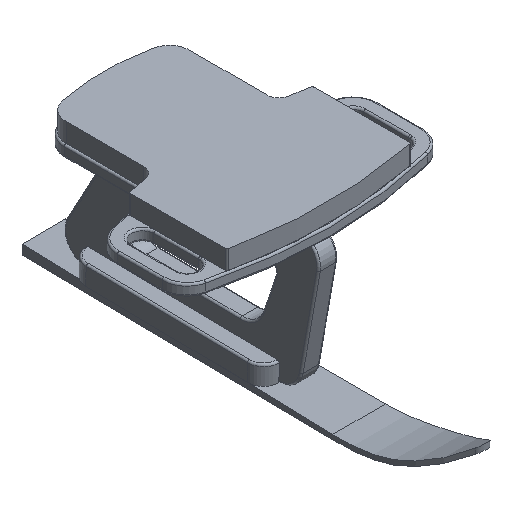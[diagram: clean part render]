
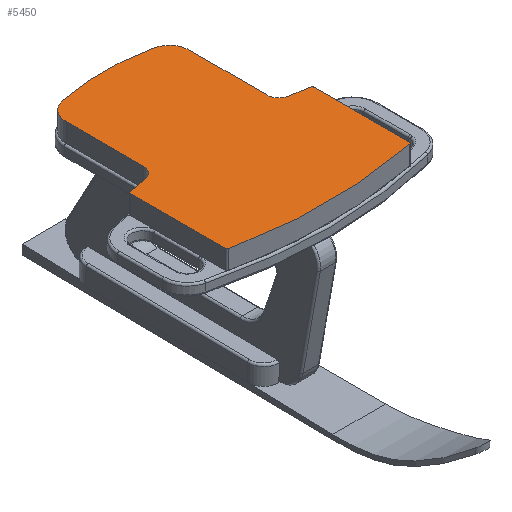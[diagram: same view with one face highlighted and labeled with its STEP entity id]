
A CAD part, isometric view. The second image highlights one B-rep face of the part: STEP entity #5450.
In plain terms, the highlighted planar face has unit normal (0, 0, 1).
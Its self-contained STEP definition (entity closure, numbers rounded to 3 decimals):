
#5134=CARTESIAN_POINT('Vertex',(97.,-254.131,279.)) ;
#5148=CARTESIAN_POINT('Vertex',(97.,-131.779,279.)) ;
#5151=CARTESIAN_POINT('Line Origine',(97.,-192.955,279.)) ;
#5174=CARTESIAN_POINT('Vertex',(112.16,-271.905,279.)) ;
#5182=CARTESIAN_POINT('Axis2P3D Location',(115.,-254.131,279.)) ;
#5323=CARTESIAN_POINT('Vertex',(71.603,-100.468,279.)) ;
#5326=CARTESIAN_POINT('Axis2P3D Location',(65.,-131.779,279.)) ;
#5338=CARTESIAN_POINT('Axis2P3D Location',(0.,0.,279.)) ;
#5343=CARTESIAN_POINT('Line Origine',(-144.5,-355.,279.)) ;
#5347=CARTESIAN_POINT('Vertex',(-144.5,-280.289,279.)) ;
#5349=CARTESIAN_POINT('Vertex',(-144.5,-429.711,279.)) ;
#5352=CARTESIAN_POINT('Axis2P3D Location',(-141.5,-429.711,279.)) ;
#5356=CARTESIAN_POINT('Vertex',(-142.1,-432.651,279.)) ;
#5359=CARTESIAN_POINT('Axis2P3D Location',(0.,263.774,279.)) ;
#5363=CARTESIAN_POINT('Vertex',(142.1,-432.651,279.)) ;
#5366=CARTESIAN_POINT('Axis2P3D Location',(141.5,-429.711,279.)) ;
#5370=CARTESIAN_POINT('Vertex',(144.5,-429.711,279.)) ;
#5373=CARTESIAN_POINT('Line Origine',(144.5,-355.,279.)) ;
#5377=CARTESIAN_POINT('Vertex',(144.5,-280.289,279.)) ;
#5380=CARTESIAN_POINT('Axis2P3D Location',(141.5,-280.289,279.)) ;
#5384=CARTESIAN_POINT('Vertex',(142.1,-277.349,279.)) ;
#5387=CARTESIAN_POINT('Axis2P3D Location',(0.,-973.774,279.)) ;
#5392=CARTESIAN_POINT('Axis2P3D Location',(0.,-440.,279.)) ;
#5396=CARTESIAN_POINT('Vertex',(-71.603,-100.468,279.)) ;
#5399=CARTESIAN_POINT('Axis2P3D Location',(-65.,-131.779,279.)) ;
#5403=CARTESIAN_POINT('Vertex',(-97.,-131.779,279.)) ;
#5406=CARTESIAN_POINT('Line Origine',(-97.,-192.955,279.)) ;
#5410=CARTESIAN_POINT('Vertex',(-97.,-254.131,279.)) ;
#5413=CARTESIAN_POINT('Axis2P3D Location',(-115.,-254.131,279.)) ;
#5417=CARTESIAN_POINT('Vertex',(-112.16,-271.905,279.)) ;
#5420=CARTESIAN_POINT('Axis2P3D Location',(0.,-973.774,279.)) ;
#5424=CARTESIAN_POINT('Vertex',(-142.1,-277.349,279.)) ;
#5427=CARTESIAN_POINT('Axis2P3D Location',(-141.5,-280.289,279.)) ;
#5152=DIRECTION('Vector Direction',(0.,1.,0.)) ;
#5183=DIRECTION('Axis2P3D Direction',(0.,0.,1.)) ;
#5327=DIRECTION('Axis2P3D Direction',(0.,-0.,1.)) ;
#5339=DIRECTION('Axis2P3D Direction',(0.,0.,1.)) ;
#5340=DIRECTION('Axis2P3D XDirection',(1.,0.,0.)) ;
#5344=DIRECTION('Vector Direction',(0.,1.,0.)) ;
#5353=DIRECTION('Axis2P3D Direction',(0.,0.,1.)) ;
#5360=DIRECTION('Axis2P3D Direction',(0.,0.,1.)) ;
#5367=DIRECTION('Axis2P3D Direction',(0.,0.,1.)) ;
#5374=DIRECTION('Vector Direction',(0.,-1.,0.)) ;
#5381=DIRECTION('Axis2P3D Direction',(0.,0.,1.)) ;
#5388=DIRECTION('Axis2P3D Direction',(0.,0.,1.)) ;
#5393=DIRECTION('Axis2P3D Direction',(0.,0.,1.)) ;
#5400=DIRECTION('Axis2P3D Direction',(0.,0.,1.)) ;
#5407=DIRECTION('Vector Direction',(0.,-1.,0.)) ;
#5414=DIRECTION('Axis2P3D Direction',(0.,0.,1.)) ;
#5421=DIRECTION('Axis2P3D Direction',(0.,0.,1.)) ;
#5428=DIRECTION('Axis2P3D Direction',(0.,0.,1.)) ;
#5184=AXIS2_PLACEMENT_3D('Circle Axis2P3D',#5182,#5183,$) ;
#5328=AXIS2_PLACEMENT_3D('Circle Axis2P3D',#5326,#5327,$) ;
#5341=AXIS2_PLACEMENT_3D('Plane Axis2P3D',#5338,#5339,#5340) ;
#5354=AXIS2_PLACEMENT_3D('Circle Axis2P3D',#5352,#5353,$) ;
#5361=AXIS2_PLACEMENT_3D('Circle Axis2P3D',#5359,#5360,$) ;
#5368=AXIS2_PLACEMENT_3D('Circle Axis2P3D',#5366,#5367,$) ;
#5382=AXIS2_PLACEMENT_3D('Circle Axis2P3D',#5380,#5381,$) ;
#5389=AXIS2_PLACEMENT_3D('Circle Axis2P3D',#5387,#5388,$) ;
#5394=AXIS2_PLACEMENT_3D('Circle Axis2P3D',#5392,#5393,$) ;
#5401=AXIS2_PLACEMENT_3D('Circle Axis2P3D',#5399,#5400,$) ;
#5415=AXIS2_PLACEMENT_3D('Circle Axis2P3D',#5413,#5414,$) ;
#5422=AXIS2_PLACEMENT_3D('Circle Axis2P3D',#5420,#5421,$) ;
#5429=AXIS2_PLACEMENT_3D('Circle Axis2P3D',#5427,#5428,$) ;
#5433=ORIENTED_EDGE('',*,*,#5351,.T.) ;
#5434=ORIENTED_EDGE('',*,*,#5358,.F.) ;
#5435=ORIENTED_EDGE('',*,*,#5365,.T.) ;
#5436=ORIENTED_EDGE('',*,*,#5372,.F.) ;
#5437=ORIENTED_EDGE('',*,*,#5379,.T.) ;
#5438=ORIENTED_EDGE('',*,*,#5386,.F.) ;
#5439=ORIENTED_EDGE('',*,*,#5391,.T.) ;
#5440=ORIENTED_EDGE('',*,*,#5186,.T.) ;
#5441=ORIENTED_EDGE('',*,*,#5155,.T.) ;
#5442=ORIENTED_EDGE('',*,*,#5330,.T.) ;
#5443=ORIENTED_EDGE('',*,*,#5398,.T.) ;
#5444=ORIENTED_EDGE('',*,*,#5405,.T.) ;
#5445=ORIENTED_EDGE('',*,*,#5412,.T.) ;
#5446=ORIENTED_EDGE('',*,*,#5419,.T.) ;
#5447=ORIENTED_EDGE('',*,*,#5426,.T.) ;
#5448=ORIENTED_EDGE('',*,*,#5431,.F.) ;
#5153=VECTOR('Line Direction',#5152,1.) ;
#5345=VECTOR('Line Direction',#5344,1.) ;
#5375=VECTOR('Line Direction',#5374,1.) ;
#5408=VECTOR('Line Direction',#5407,1.) ;
#5450=ADVANCED_FACE('Kissen_2',(#5449),#5342,.T.) ;
#5185=CIRCLE('generated circle',#5184,18.) ;
#5329=CIRCLE('generated circle',#5328,32.) ;
#5355=CIRCLE('generated circle',#5354,3.) ;
#5362=CIRCLE('generated circle',#5361,710.774) ;
#5369=CIRCLE('generated circle',#5368,3.) ;
#5383=CIRCLE('generated circle',#5382,3.) ;
#5390=CIRCLE('generated circle',#5389,710.774) ;
#5395=CIRCLE('generated circle',#5394,347.) ;
#5402=CIRCLE('generated circle',#5401,32.) ;
#5416=CIRCLE('generated circle',#5415,18.) ;
#5423=CIRCLE('generated circle',#5422,710.774) ;
#5430=CIRCLE('generated circle',#5429,3.) ;
#5155=EDGE_CURVE('',#5135,#5149,#5154,.T.) ;
#5186=EDGE_CURVE('',#5175,#5135,#5185,.F.) ;
#5330=EDGE_CURVE('',#5149,#5324,#5329,.T.) ;
#5351=EDGE_CURVE('',#5348,#5350,#5346,.F.) ;
#5358=EDGE_CURVE('',#5357,#5350,#5355,.F.) ;
#5365=EDGE_CURVE('',#5357,#5364,#5362,.T.) ;
#5372=EDGE_CURVE('',#5371,#5364,#5369,.F.) ;
#5379=EDGE_CURVE('',#5371,#5378,#5376,.F.) ;
#5386=EDGE_CURVE('',#5385,#5378,#5383,.F.) ;
#5391=EDGE_CURVE('',#5385,#5175,#5390,.T.) ;
#5398=EDGE_CURVE('',#5324,#5397,#5395,.T.) ;
#5405=EDGE_CURVE('',#5397,#5404,#5402,.T.) ;
#5412=EDGE_CURVE('',#5404,#5411,#5409,.T.) ;
#5419=EDGE_CURVE('',#5411,#5418,#5416,.F.) ;
#5426=EDGE_CURVE('',#5418,#5425,#5423,.T.) ;
#5431=EDGE_CURVE('',#5348,#5425,#5430,.F.) ;
#5432=EDGE_LOOP('',(#5433,#5434,#5435,#5436,#5437,#5438,#5439,#5440,#5441,#5442,#5443,#5444,#5445,#5446,#5447,#5448)) ;
#5449=FACE_OUTER_BOUND('',#5432,.T.) ;
#5154=LINE('Line',#5151,#5153) ;
#5346=LINE('Line',#5343,#5345) ;
#5376=LINE('Line',#5373,#5375) ;
#5409=LINE('Line',#5406,#5408) ;
#5342=PLANE('Plane',#5341) ;
#5135=VERTEX_POINT('',#5134) ;
#5149=VERTEX_POINT('',#5148) ;
#5175=VERTEX_POINT('',#5174) ;
#5324=VERTEX_POINT('',#5323) ;
#5348=VERTEX_POINT('',#5347) ;
#5350=VERTEX_POINT('',#5349) ;
#5357=VERTEX_POINT('',#5356) ;
#5364=VERTEX_POINT('',#5363) ;
#5371=VERTEX_POINT('',#5370) ;
#5378=VERTEX_POINT('',#5377) ;
#5385=VERTEX_POINT('',#5384) ;
#5397=VERTEX_POINT('',#5396) ;
#5404=VERTEX_POINT('',#5403) ;
#5411=VERTEX_POINT('',#5410) ;
#5418=VERTEX_POINT('',#5417) ;
#5425=VERTEX_POINT('',#5424) ;
